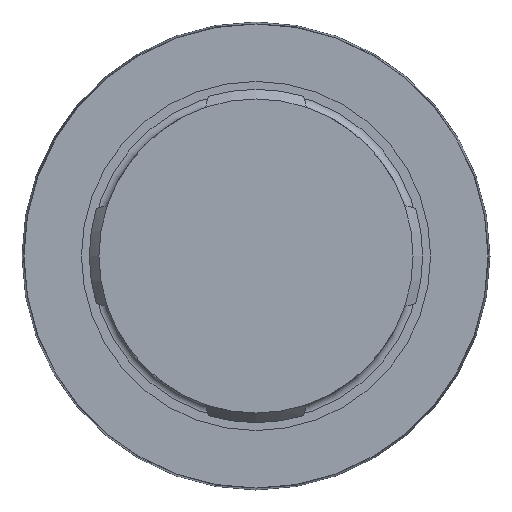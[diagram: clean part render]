
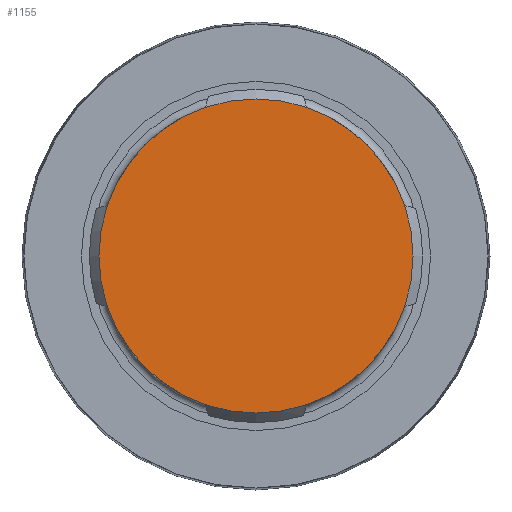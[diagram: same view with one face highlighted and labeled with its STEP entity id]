
A CAD part, front view. The second image highlights one B-rep face of the part: STEP entity #1155.
In plain terms, the highlighted face is planar.
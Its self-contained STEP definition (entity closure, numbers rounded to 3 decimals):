
#66=CIRCLE('',#1216,9.9);
#67=CIRCLE('',#1218,9.9);
#68=CIRCLE('',#1220,9.9);
#69=CIRCLE('',#1222,9.9);
#77=CIRCLE('',#1236,9.9);
#78=CIRCLE('',#1237,9.9);
#79=CIRCLE('',#1238,9.9);
#80=CIRCLE('',#1239,9.9);
#186=ORIENTED_EDGE('',*,*,#388,.T.);
#187=ORIENTED_EDGE('',*,*,#371,.T.);
#188=ORIENTED_EDGE('',*,*,#397,.T.);
#189=ORIENTED_EDGE('',*,*,#368,.T.);
#190=ORIENTED_EDGE('',*,*,#394,.T.);
#191=ORIENTED_EDGE('',*,*,#376,.T.);
#192=ORIENTED_EDGE('',*,*,#391,.T.);
#193=ORIENTED_EDGE('',*,*,#373,.T.);
#368=EDGE_CURVE('',#476,#477,#66,.T.);
#371=EDGE_CURVE('',#478,#479,#67,.T.);
#373=EDGE_CURVE('',#481,#480,#68,.T.);
#376=EDGE_CURVE('',#483,#482,#69,.T.);
#388=EDGE_CURVE('',#480,#478,#77,.T.);
#391=EDGE_CURVE('',#482,#481,#78,.T.);
#394=EDGE_CURVE('',#477,#483,#79,.T.);
#397=EDGE_CURVE('',#479,#476,#80,.T.);
#476=VERTEX_POINT('',#1637);
#477=VERTEX_POINT('',#1642);
#478=VERTEX_POINT('',#1649);
#479=VERTEX_POINT('',#1654);
#480=VERTEX_POINT('',#1661);
#481=VERTEX_POINT('',#1663);
#482=VERTEX_POINT('',#1673);
#483=VERTEX_POINT('',#1675);
#646=EDGE_LOOP('',(#186,#187,#188,#189,#190,#191,#192,#193));
#708=FACE_BOUND('',#646,.T.);
#755=PLANE('',#1240);
#1155=ADVANCED_FACE('',(#708),#755,.F.);
#1216=AXIS2_PLACEMENT_3D('',#1643,#1363,#1364);
#1218=AXIS2_PLACEMENT_3D('',#1655,#1367,#1368);
#1220=AXIS2_PLACEMENT_3D('',#1662,#1371,#1372);
#1222=AXIS2_PLACEMENT_3D('',#1674,#1375,#1376);
#1236=AXIS2_PLACEMENT_3D('',#1705,#1406,#1407);
#1237=AXIS2_PLACEMENT_3D('',#1708,#1410,#1411);
#1238=AXIS2_PLACEMENT_3D('',#1711,#1414,#1415);
#1239=AXIS2_PLACEMENT_3D('',#1714,#1418,#1419);
#1240=AXIS2_PLACEMENT_3D('',#1716,#1421,#1422);
#1363=DIRECTION('',(1.,0.,0.));
#1364=DIRECTION('',(0.,0.,-1.));
#1367=DIRECTION('',(1.,0.,0.));
#1368=DIRECTION('',(0.,0.,-1.));
#1371=DIRECTION('',(1.,0.,0.));
#1372=DIRECTION('',(0.,0.,-1.));
#1375=DIRECTION('',(1.,0.,0.));
#1376=DIRECTION('',(0.,0.,-1.));
#1406=DIRECTION('',(1.,0.,0.));
#1407=DIRECTION('',(0.,0.,-1.));
#1410=DIRECTION('',(1.,0.,0.));
#1411=DIRECTION('',(0.,0.,-1.));
#1414=DIRECTION('',(1.,0.,0.));
#1415=DIRECTION('',(0.,0.,-1.));
#1418=DIRECTION('',(1.,0.,0.));
#1419=DIRECTION('',(0.,0.,-1.));
#1421=DIRECTION('',(-1.,0.,0.));
#1422=DIRECTION('',(0.,0.,1.));
#1637=CARTESIAN_POINT('',(15.,3.184,9.374));
#1642=CARTESIAN_POINT('',(15.,-3.184,9.374));
#1643=CARTESIAN_POINT('',(15.,0.,0.));
#1649=CARTESIAN_POINT('',(15.,9.374,-3.184));
#1654=CARTESIAN_POINT('',(15.,9.374,3.184));
#1655=CARTESIAN_POINT('',(15.,0.,0.));
#1661=CARTESIAN_POINT('',(15.,3.184,-9.374));
#1662=CARTESIAN_POINT('',(15.,0.,0.));
#1663=CARTESIAN_POINT('',(15.,-3.184,-9.374));
#1673=CARTESIAN_POINT('',(15.,-9.374,-3.184));
#1674=CARTESIAN_POINT('',(15.,0.,0.));
#1675=CARTESIAN_POINT('',(15.,-9.374,3.184));
#1705=CARTESIAN_POINT('',(15.,0.,0.));
#1708=CARTESIAN_POINT('',(15.,0.,0.));
#1711=CARTESIAN_POINT('',(15.,0.,0.));
#1714=CARTESIAN_POINT('',(15.,0.,0.));
#1716=CARTESIAN_POINT('',(15.,9.9,0.));
